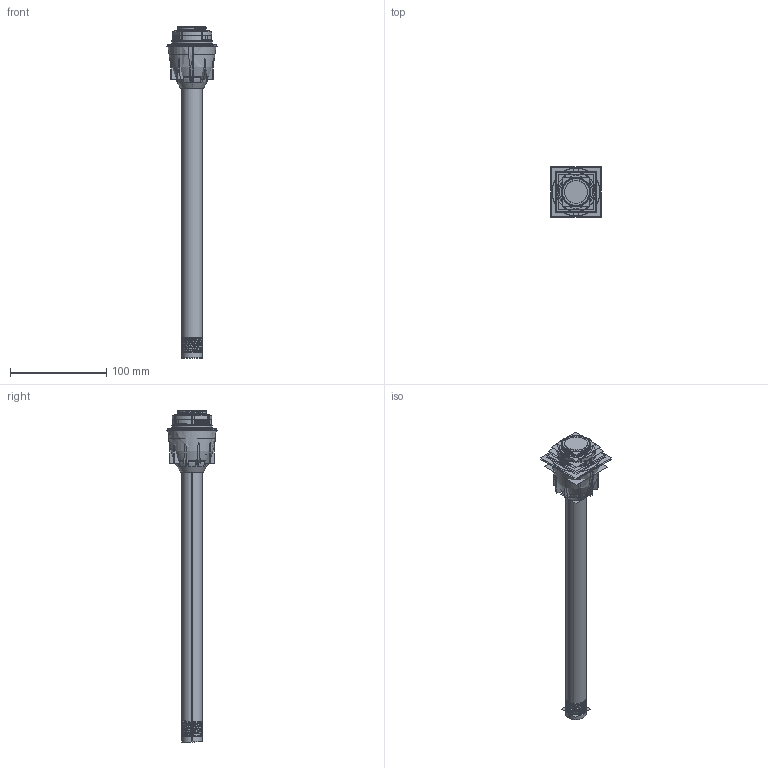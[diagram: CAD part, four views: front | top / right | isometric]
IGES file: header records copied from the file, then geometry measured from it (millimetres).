
Start section:  PTC IGES file: 200709.igs
Global section: file name: 200709.igs; native system: Creo Parametric by PTC Inc.; preprocessor: 2016260; author: PDMAdmin; organization: Unknown; date: 20170621.114826; units: millimetre
Bounding box: 52.01 x 52.01 x 344.8 mm (x, y, z)
Volume: 91088.8 mm3; surface area: 1005499.8 mm2
Topology: 5 solids, 6 shells, 1572 faces, 8408 edges, 10635 vertices
Faces by surface type: bspline 832, revolution 740
